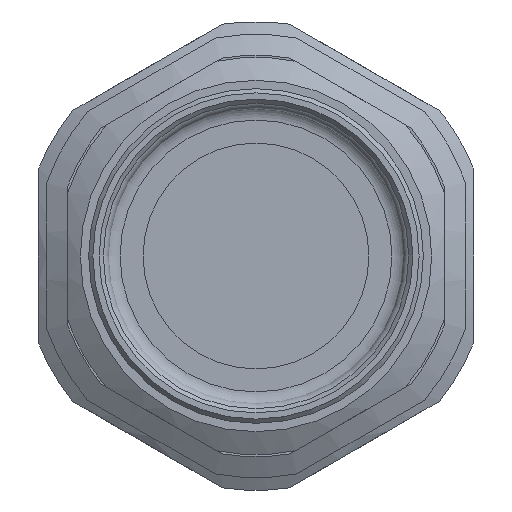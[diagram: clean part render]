
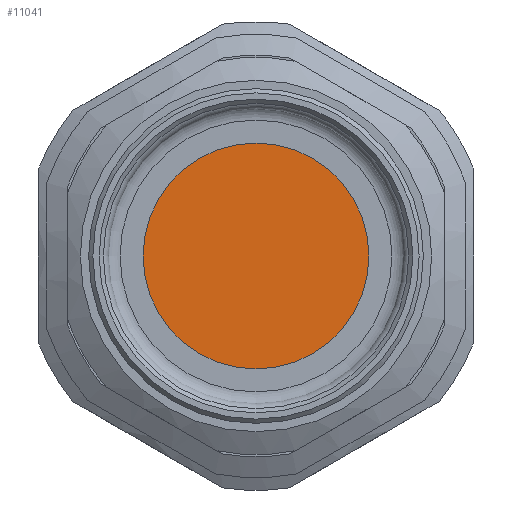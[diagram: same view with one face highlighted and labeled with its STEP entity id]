
A CAD part, left-side view. The second image highlights one B-rep face of the part: STEP entity #11041.
In plain terms, the highlighted planar face has unit normal (-1, 0, 0).
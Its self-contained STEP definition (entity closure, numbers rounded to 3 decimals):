
#2483=FACE_OUTER_BOUND('',#3102,.T.);
#3102=EDGE_LOOP('',(#6937));
#3788=CIRCLE('',#11695,13.5);
#4141=VERTEX_POINT('',#14409);
#5260=EDGE_CURVE('',#4141,#4141,#3788,.T.);
#6937=ORIENTED_EDGE('',*,*,#5260,.F.);
#10227=PLANE('',#11694);
#11041=ADVANCED_FACE('',(#2483),#10227,.F.);
#11694=AXIS2_PLACEMENT_3D('',#14408,#12401,#12402);
#11695=AXIS2_PLACEMENT_3D('',#14410,#12403,#12404);
#12401=DIRECTION('center_axis',(1.,0.,0.));
#12402=DIRECTION('ref_axis',(0.,0.,-1.));
#12403=DIRECTION('center_axis',(1.,0.,0.));
#12404=DIRECTION('ref_axis',(0.,1.,0.));
#14408=CARTESIAN_POINT('Origin',(2.872,0.24,0.));
#14409=CARTESIAN_POINT('',(2.872,-13.26,0.));
#14410=CARTESIAN_POINT('Origin',(2.872,0.24,0.));
